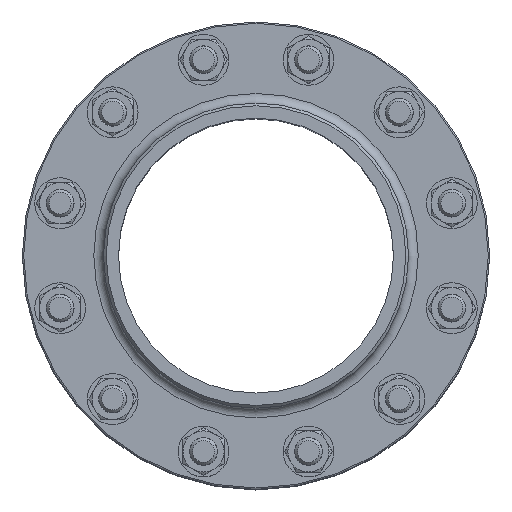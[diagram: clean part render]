
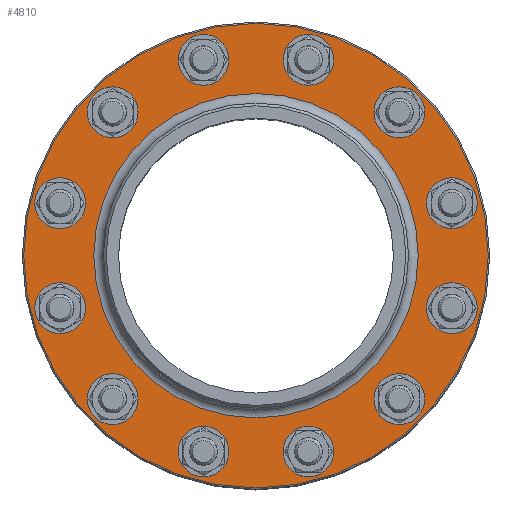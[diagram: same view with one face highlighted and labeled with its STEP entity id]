
A CAD part, top view. The second image highlights one B-rep face of the part: STEP entity #4810.
In plain terms, the highlighted face is planar.
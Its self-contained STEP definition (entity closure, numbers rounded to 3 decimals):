
#599=FACE_BOUND('',#1349,.T.);
#600=FACE_BOUND('',#1350,.T.);
#601=FACE_BOUND('',#1351,.T.);
#602=FACE_BOUND('',#1352,.T.);
#603=FACE_BOUND('',#1353,.T.);
#604=FACE_BOUND('',#1354,.T.);
#605=FACE_BOUND('',#1355,.T.);
#606=FACE_BOUND('',#1356,.T.);
#607=FACE_BOUND('',#1357,.T.);
#608=FACE_BOUND('',#1358,.T.);
#609=FACE_BOUND('',#1359,.T.);
#610=FACE_BOUND('',#1360,.T.);
#611=FACE_BOUND('',#1361,.T.);
#797=PLANE('',#5363);
#1047=FACE_OUTER_BOUND('',#1348,.T.);
#1348=EDGE_LOOP('',(#4035));
#1349=EDGE_LOOP('',(#4036));
#1350=EDGE_LOOP('',(#4037));
#1351=EDGE_LOOP('',(#4038));
#1352=EDGE_LOOP('',(#4039));
#1353=EDGE_LOOP('',(#4040));
#1354=EDGE_LOOP('',(#4041));
#1355=EDGE_LOOP('',(#4042));
#1356=EDGE_LOOP('',(#4043));
#1357=EDGE_LOOP('',(#4044));
#1358=EDGE_LOOP('',(#4045));
#1359=EDGE_LOOP('',(#4046));
#1360=EDGE_LOOP('',(#4047));
#1361=EDGE_LOOP('',(#4048));
#2169=CIRCLE('',#5361,169.);
#2171=CIRCLE('',#5364,118.);
#2172=CIRCLE('',#5365,10.5);
#2173=CIRCLE('',#5366,10.5);
#2174=CIRCLE('',#5367,10.5);
#2175=CIRCLE('',#5368,10.5);
#2176=CIRCLE('',#5369,10.5);
#2177=CIRCLE('',#5370,10.5);
#2178=CIRCLE('',#5371,10.5);
#2179=CIRCLE('',#5372,10.5);
#2180=CIRCLE('',#5373,10.5);
#2181=CIRCLE('',#5374,10.5);
#2182=CIRCLE('',#5375,10.5);
#2183=CIRCLE('',#5376,10.5);
#2553=VERTEX_POINT('',#8444);
#2554=VERTEX_POINT('',#8448);
#2555=VERTEX_POINT('',#8450);
#2556=VERTEX_POINT('',#8452);
#2557=VERTEX_POINT('',#8454);
#2558=VERTEX_POINT('',#8456);
#2559=VERTEX_POINT('',#8458);
#2560=VERTEX_POINT('',#8460);
#2561=VERTEX_POINT('',#8462);
#2562=VERTEX_POINT('',#8464);
#2563=VERTEX_POINT('',#8466);
#2564=VERTEX_POINT('',#8468);
#2565=VERTEX_POINT('',#8470);
#2566=VERTEX_POINT('',#8472);
#3073=EDGE_CURVE('',#2553,#2553,#2169,.T.);
#3075=EDGE_CURVE('',#2554,#2554,#2171,.T.);
#3076=EDGE_CURVE('',#2555,#2555,#2172,.T.);
#3077=EDGE_CURVE('',#2556,#2556,#2173,.T.);
#3078=EDGE_CURVE('',#2557,#2557,#2174,.T.);
#3079=EDGE_CURVE('',#2558,#2558,#2175,.T.);
#3080=EDGE_CURVE('',#2559,#2559,#2176,.T.);
#3081=EDGE_CURVE('',#2560,#2560,#2177,.T.);
#3082=EDGE_CURVE('',#2561,#2561,#2178,.T.);
#3083=EDGE_CURVE('',#2562,#2562,#2179,.T.);
#3084=EDGE_CURVE('',#2563,#2563,#2180,.T.);
#3085=EDGE_CURVE('',#2564,#2564,#2181,.T.);
#3086=EDGE_CURVE('',#2565,#2565,#2182,.T.);
#3087=EDGE_CURVE('',#2566,#2566,#2183,.T.);
#4035=ORIENTED_EDGE('',*,*,#3073,.F.);
#4036=ORIENTED_EDGE('',*,*,#3075,.F.);
#4037=ORIENTED_EDGE('',*,*,#3076,.T.);
#4038=ORIENTED_EDGE('',*,*,#3077,.T.);
#4039=ORIENTED_EDGE('',*,*,#3078,.T.);
#4040=ORIENTED_EDGE('',*,*,#3079,.T.);
#4041=ORIENTED_EDGE('',*,*,#3080,.T.);
#4042=ORIENTED_EDGE('',*,*,#3081,.T.);
#4043=ORIENTED_EDGE('',*,*,#3082,.T.);
#4044=ORIENTED_EDGE('',*,*,#3083,.T.);
#4045=ORIENTED_EDGE('',*,*,#3084,.T.);
#4046=ORIENTED_EDGE('',*,*,#3085,.T.);
#4047=ORIENTED_EDGE('',*,*,#3086,.T.);
#4048=ORIENTED_EDGE('',*,*,#3087,.T.);
#4810=ADVANCED_FACE('',(#1047,#599,#600,#601,#602,#603,#604,#605,#606,#607,
#608,#609,#610,#611),#797,.F.);
#5361=AXIS2_PLACEMENT_3D('',#8445,#6533,#6534);
#5363=AXIS2_PLACEMENT_3D('',#8447,#6537,#6538);
#5364=AXIS2_PLACEMENT_3D('',#8449,#6539,#6540);
#5365=AXIS2_PLACEMENT_3D('',#8451,#6541,#6542);
#5366=AXIS2_PLACEMENT_3D('',#8453,#6543,#6544);
#5367=AXIS2_PLACEMENT_3D('',#8455,#6545,#6546);
#5368=AXIS2_PLACEMENT_3D('',#8457,#6547,#6548);
#5369=AXIS2_PLACEMENT_3D('',#8459,#6549,#6550);
#5370=AXIS2_PLACEMENT_3D('',#8461,#6551,#6552);
#5371=AXIS2_PLACEMENT_3D('',#8463,#6553,#6554);
#5372=AXIS2_PLACEMENT_3D('',#8465,#6555,#6556);
#5373=AXIS2_PLACEMENT_3D('',#8467,#6557,#6558);
#5374=AXIS2_PLACEMENT_3D('',#8469,#6559,#6560);
#5375=AXIS2_PLACEMENT_3D('',#8471,#6561,#6562);
#5376=AXIS2_PLACEMENT_3D('',#8473,#6563,#6564);
#6533=DIRECTION('center_axis',(0.,1.,0.));
#6534=DIRECTION('ref_axis',(1.,0.,0.));
#6537=DIRECTION('center_axis',(0.,1.,0.));
#6538=DIRECTION('ref_axis',(0.,0.,1.));
#6539=DIRECTION('center_axis',(0.,-1.,0.));
#6540=DIRECTION('ref_axis',(-1.,0.,0.));
#6541=DIRECTION('center_axis',(0.,1.,0.));
#6542=DIRECTION('ref_axis',(1.,0.,0.));
#6543=DIRECTION('center_axis',(0.,1.,0.));
#6544=DIRECTION('ref_axis',(1.,0.,0.));
#6545=DIRECTION('center_axis',(0.,1.,0.));
#6546=DIRECTION('ref_axis',(1.,0.,0.));
#6547=DIRECTION('center_axis',(0.,1.,0.));
#6548=DIRECTION('ref_axis',(1.,0.,0.));
#6549=DIRECTION('center_axis',(0.,1.,0.));
#6550=DIRECTION('ref_axis',(1.,0.,0.));
#6551=DIRECTION('center_axis',(0.,1.,0.));
#6552=DIRECTION('ref_axis',(1.,0.,0.));
#6553=DIRECTION('center_axis',(0.,1.,0.));
#6554=DIRECTION('ref_axis',(1.,0.,0.));
#6555=DIRECTION('center_axis',(0.,1.,0.));
#6556=DIRECTION('ref_axis',(1.,0.,0.));
#6557=DIRECTION('center_axis',(0.,1.,0.));
#6558=DIRECTION('ref_axis',(1.,0.,0.));
#6559=DIRECTION('center_axis',(0.,1.,0.));
#6560=DIRECTION('ref_axis',(1.,0.,0.));
#6561=DIRECTION('center_axis',(0.,1.,0.));
#6562=DIRECTION('ref_axis',(1.,0.,0.));
#6563=DIRECTION('center_axis',(0.,1.,0.));
#6564=DIRECTION('ref_axis',(1.,0.,0.));
#8444=CARTESIAN_POINT('',(0.,-132.,169.));
#8445=CARTESIAN_POINT('Origin',(0.,-132.,0.));
#8447=CARTESIAN_POINT('Origin',(0.,-132.,0.));
#8448=CARTESIAN_POINT('',(0.,-132.,-118.));
#8449=CARTESIAN_POINT('Origin',(0.,-132.,0.));
#8450=CARTESIAN_POINT('',(-114.798,-132.,-104.298));
#8451=CARTESIAN_POINT('Origin',(-104.298,-132.,-104.298));
#8452=CARTESIAN_POINT('',(-152.974,-132.,-38.176));
#8453=CARTESIAN_POINT('Origin',(-142.474,-132.,-38.176));
#8454=CARTESIAN_POINT('',(-152.974,-132.,38.176));
#8455=CARTESIAN_POINT('Origin',(-142.474,-132.,38.176));
#8456=CARTESIAN_POINT('',(-114.798,-132.,104.298));
#8457=CARTESIAN_POINT('Origin',(-104.298,-132.,104.298));
#8458=CARTESIAN_POINT('',(-48.676,-132.,142.474));
#8459=CARTESIAN_POINT('Origin',(-38.176,-132.,142.474));
#8460=CARTESIAN_POINT('',(27.676,-132.,142.474));
#8461=CARTESIAN_POINT('Origin',(38.176,-132.,142.474));
#8462=CARTESIAN_POINT('',(93.798,-132.,104.298));
#8463=CARTESIAN_POINT('Origin',(104.298,-132.,104.298));
#8464=CARTESIAN_POINT('',(131.974,-132.,38.176));
#8465=CARTESIAN_POINT('Origin',(142.474,-132.,38.176));
#8466=CARTESIAN_POINT('',(131.974,-132.,-38.176));
#8467=CARTESIAN_POINT('Origin',(142.474,-132.,-38.176));
#8468=CARTESIAN_POINT('',(93.798,-132.,-104.298));
#8469=CARTESIAN_POINT('Origin',(104.298,-132.,-104.298));
#8470=CARTESIAN_POINT('',(27.676,-132.,-142.474));
#8471=CARTESIAN_POINT('Origin',(38.176,-132.,-142.474));
#8472=CARTESIAN_POINT('',(-48.676,-132.,-142.474));
#8473=CARTESIAN_POINT('Origin',(-38.176,-132.,-142.474));
